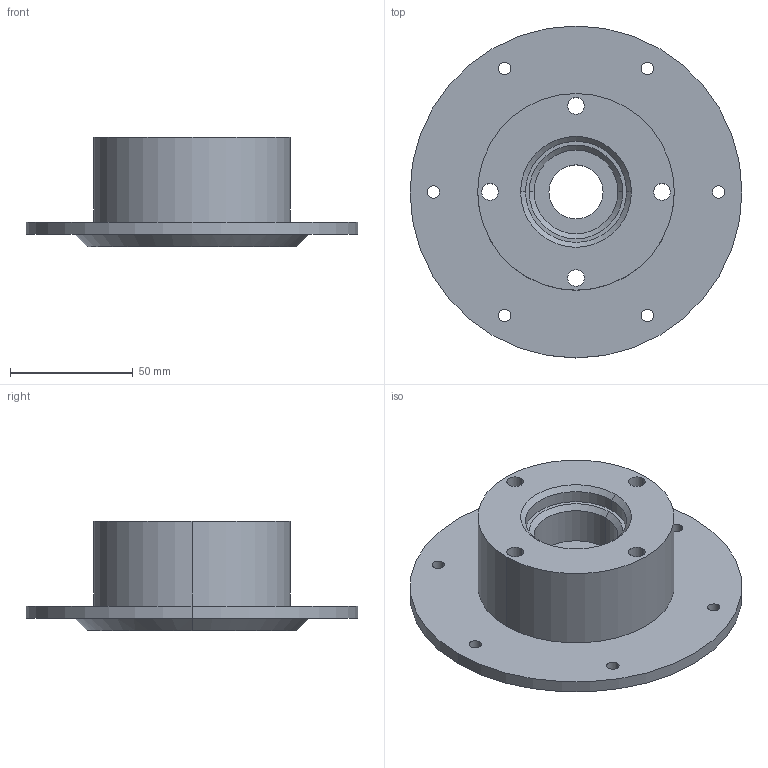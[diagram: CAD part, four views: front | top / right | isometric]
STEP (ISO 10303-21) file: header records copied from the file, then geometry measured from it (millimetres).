
FILE_DESCRIPTION (( 'STEP AP203' ), '1' );
FILE_NAME ('moyeu 103.STEP', '2020-04-25T17:28:42', ( '' ), ( '' ), 'SwSTEP 2.0', 'SolidWorks 2019', '' );
FILE_SCHEMA (( 'CONFIG_CONTROL_DESIGN' ));
Length unit declared in the file: millimetre
Products named in the file (1): moyeu 103
Bounding box: 135 x 135 x 44.5 mm (x, y, z)
Volume: 234215.7 mm3; surface area: 47274.4 mm2
Topology: 1 solids, 1 shells, 54 faces, 132 edges, 84 vertices
Faces by surface type: cylinder 38, plane 10, cone 6
Entity records: 1749 total; most frequent: DIRECTION 330, CARTESIAN_POINT 271, ORIENTED_EDGE 264, AXIS2_PLACEMENT_3D 143, EDGE_CURVE 132, CIRCLE 88, VERTEX_POINT 84, EDGE_LOOP 80
